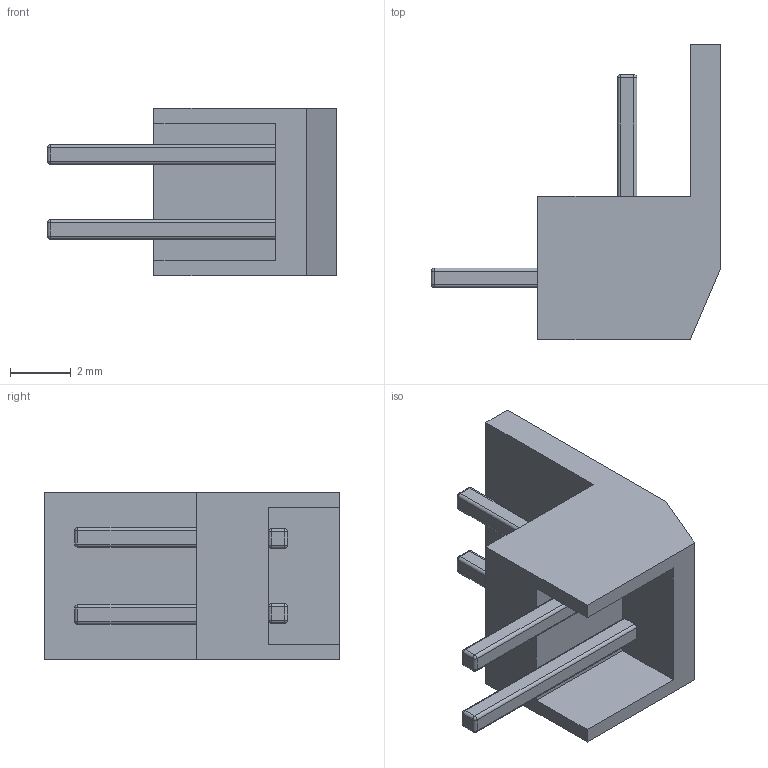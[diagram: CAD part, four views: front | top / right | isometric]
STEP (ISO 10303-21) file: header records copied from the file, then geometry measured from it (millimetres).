
FILE_DESCRIPTION(/* description */ ('','CAx-IF Rec.Pracs.---Representation and Presentation of Product Manufacturing Information (PMI)---4.0---2014-10-13'),/* implementation_level */ '2;1');
FILE_NAME(/* name */ 'JAE_2_Pin v1.step',/* time_stamp */ '2025-04-02T13:28:02+02:00',/* author */ (''),/* organization */ (''),/* preprocessor_version */ 'ST-DEVELOPER v20',/* originating_system */ 'Autodesk Translation Framework v13.20.0.188',/* authorisation */ '');
FILE_SCHEMA (('AP242_MANAGED_MODEL_BASED_3D_ENGINEERING_MIM_LF { 1 0 10303 442 1 1 4 }'));
Length unit declared in the file: millimetre
Products named in the file (1): JAE_2_Pin
Bounding box: 9.5 x 9.7 x 5.5 mm (x, y, z)
Volume: 143 mm3; surface area: 308.9 mm2
Topology: 5 solids, 5 shells, 85 faces, 177 edges, 102 vertices
Faces by surface type: plane 37, cylinder 32, sphere 16
Entity records: 2254 total; most frequent: DIRECTION 413, CARTESIAN_POINT 365, ORIENTED_EDGE 354, EDGE_CURVE 177, AXIS2_PLACEMENT_3D 150, LINE 113, VECTOR 113, VERTEX_POINT 102
